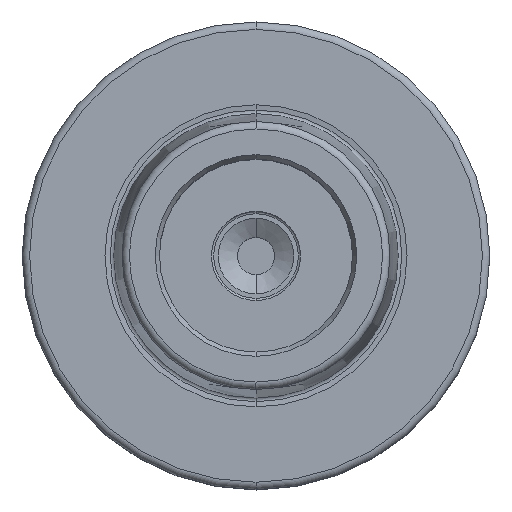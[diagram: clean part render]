
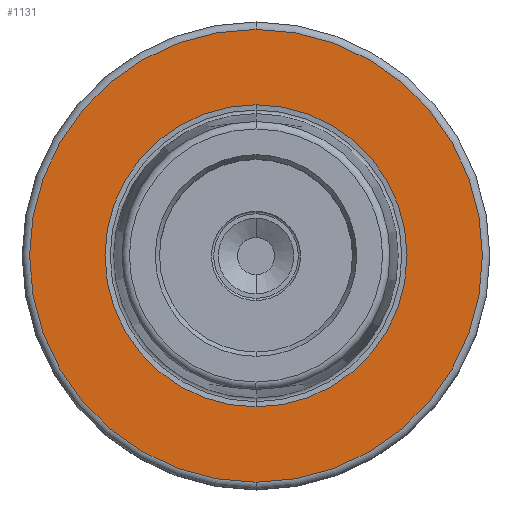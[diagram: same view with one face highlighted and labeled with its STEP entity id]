
A CAD part, top view. The second image highlights one B-rep face of the part: STEP entity #1131.
In plain terms, the highlighted planar face has unit normal (0, 0, 1).
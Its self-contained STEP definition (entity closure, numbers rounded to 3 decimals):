
#158=CARTESIAN_POINT('',(0,0,26));
#159=DIRECTION('',(0,0,1));
#160=DIRECTION('',(0,1,0));
#161=AXIS2_PLACEMENT_3D('',#158,#159,#160);
#163=CARTESIAN_POINT('',(0,0,26));
#164=DIRECTION('',(0,0,1));
#165=DIRECTION('',(0,-1,0));
#166=AXIS2_PLACEMENT_3D('',#163,#164,#165);
#176=CARTESIAN_POINT('',(0,0,26));
#177=DIRECTION('',(0,0,1));
#178=DIRECTION('',(0,1,0));
#179=AXIS2_PLACEMENT_3D('',#176,#177,#178);
#181=CARTESIAN_POINT('',(0,0,26));
#182=DIRECTION('',(0,0,-1));
#183=DIRECTION('',(0,1,0));
#184=AXIS2_PLACEMENT_3D('',#181,#182,#183);
#717=CARTESIAN_POINT('',(0,20.344,26));
#719=VERTEX_POINT('',#717);
#747=CARTESIAN_POINT('',(0,-20.344,26));
#749=VERTEX_POINT('',#747);
#793=CARTESIAN_POINT('',(0,30.5,26));
#794=CARTESIAN_POINT('',(0,-30.5,26));
#795=VERTEX_POINT('',#793);
#796=VERTEX_POINT('',#794);
#1115=CARTESIAN_POINT('',(0,0,26));
#1116=DIRECTION('',(0,0,-1));
#1117=DIRECTION('',(0,-1,0));
#1118=AXIS2_PLACEMENT_3D('',#1115,#1116,#1117);
#1119=PLANE('',#1118);
#1121=ORIENTED_EDGE('',*,*,#1120,.F.);
#1122=ORIENTED_EDGE('',*,*,#1105,.F.);
#1123=EDGE_LOOP('',(#1121,#1122));
#1124=FACE_OUTER_BOUND('',#1123,.F.);
#1126=ORIENTED_EDGE('',*,*,#1125,.T.);
#1128=ORIENTED_EDGE('',*,*,#1127,.F.);
#1129=EDGE_LOOP('',(#1126,#1128));
#1130=FACE_BOUND('',#1129,.F.);
#1131=ADVANCED_FACE('',(#1124,#1130),#1119,.F.);
#162=CIRCLE('',#161,30.5);
#167=CIRCLE('',#166,30.5);
#180=CIRCLE('',#179,20.344);
#185=CIRCLE('',#184,20.344);
#1105=EDGE_CURVE('',#796,#795,#167,.T.);
#1120=EDGE_CURVE('',#795,#796,#162,.T.);
#1125=EDGE_CURVE('',#719,#749,#180,.T.);
#1127=EDGE_CURVE('',#719,#749,#185,.T.);
